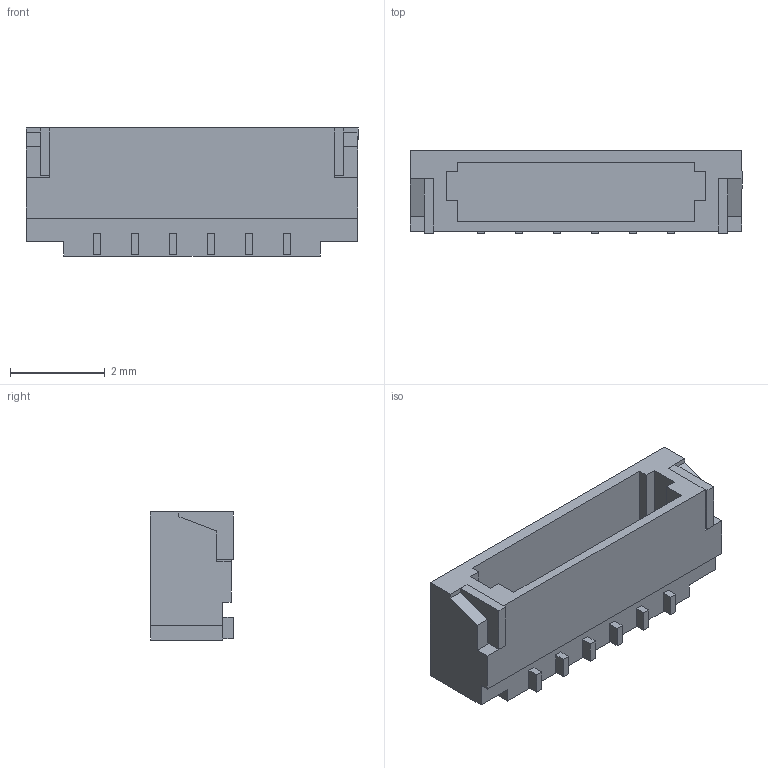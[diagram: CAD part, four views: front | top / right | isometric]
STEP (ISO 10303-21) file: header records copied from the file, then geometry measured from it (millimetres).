
FILE_DESCRIPTION (( 'STEP AP214' ), '1' );
FILE_NAME ('JST SM06B-SURS-TF.STEP', '2015-11-28T23:01:39', ( '' ), ( '' ), 'SwSTEP 2.0', 'SolidWorks 2015', '' );
FILE_SCHEMA (( 'AUTOMOTIVE_DESIGN' ));
Length unit declared in the file: millimetre
Products named in the file (1): JST SM06B-SURS-TF
Bounding box: 7 x 1.75 x 2.7 mm (x, y, z)
Volume: 19.1 mm3; surface area: 94.4 mm2
Topology: 1 solids, 1 shells, 75 faces, 194 edges, 128 vertices
Faces by surface type: plane 75
Entity records: 3095 total; most frequent: CARTESIAN_POINT 398, ORIENTED_EDGE 388, DIRECTION 346, LINE 194, EDGE_CURVE 194, VECTOR 194, VERTEX_POINT 128, EDGE_LOOP 82
